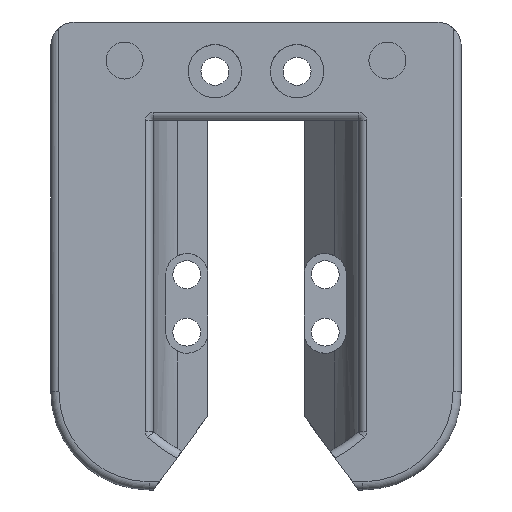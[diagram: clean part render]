
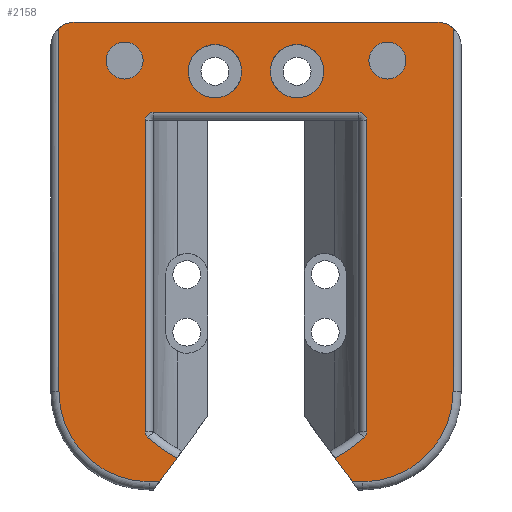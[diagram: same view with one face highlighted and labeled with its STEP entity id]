
A CAD part, front view. The second image highlights one B-rep face of the part: STEP entity #2158.
In plain terms, the highlighted planar face has unit normal (0, -1, 0).
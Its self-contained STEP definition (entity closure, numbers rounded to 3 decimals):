
#76=CIRCLE('',#2317,11.);
#77=CIRCLE('',#2318,3.);
#78=CIRCLE('',#2319,3.);
#79=CIRCLE('',#2320,11.);
#80=CIRCLE('',#2321,20.2);
#81=CIRCLE('',#2322,1.);
#82=CIRCLE('',#2323,1.);
#83=CIRCLE('',#2324,1.);
#84=CIRCLE('',#2325,1.);
#85=CIRCLE('',#2326,20.2);
#86=CIRCLE('',#2327,3.25);
#87=CIRCLE('',#2328,3.25);
#88=CIRCLE('',#2329,2.25);
#89=CIRCLE('',#2330,2.25);
#303=LINE('',#4381,#456);
#304=LINE('',#4384,#457);
#305=LINE('',#4388,#458);
#306=LINE('',#4392,#459);
#307=LINE('',#4396,#460);
#308=LINE('',#4400,#461);
#309=LINE('',#4402,#462);
#310=LINE('',#4408,#463);
#311=LINE('',#4412,#464);
#312=LINE('',#4416,#465);
#456=VECTOR('',#2644,1000.);
#457=VECTOR('',#2645,1000.);
#458=VECTOR('',#2648,1000.);
#459=VECTOR('',#2651,1000.);
#460=VECTOR('',#2654,1000.);
#461=VECTOR('',#2657,1000.);
#462=VECTOR('',#2658,1000.);
#463=VECTOR('',#2663,1000.);
#464=VECTOR('',#2666,1000.);
#465=VECTOR('',#2669,1000.);
#708=ORIENTED_EDGE('',*,*,#1296,.F.);
#709=ORIENTED_EDGE('',*,*,#1297,.T.);
#710=ORIENTED_EDGE('',*,*,#1298,.T.);
#711=ORIENTED_EDGE('',*,*,#1299,.T.);
#712=ORIENTED_EDGE('',*,*,#1300,.T.);
#713=ORIENTED_EDGE('',*,*,#1301,.T.);
#714=ORIENTED_EDGE('',*,*,#1302,.T.);
#715=ORIENTED_EDGE('',*,*,#1303,.T.);
#716=ORIENTED_EDGE('',*,*,#1304,.T.);
#717=ORIENTED_EDGE('',*,*,#1305,.T.);
#718=ORIENTED_EDGE('',*,*,#1306,.F.);
#719=ORIENTED_EDGE('',*,*,#1307,.T.);
#720=ORIENTED_EDGE('',*,*,#1308,.F.);
#721=ORIENTED_EDGE('',*,*,#1309,.T.);
#722=ORIENTED_EDGE('',*,*,#1310,.F.);
#723=ORIENTED_EDGE('',*,*,#1311,.T.);
#724=ORIENTED_EDGE('',*,*,#1312,.F.);
#725=ORIENTED_EDGE('',*,*,#1313,.T.);
#726=ORIENTED_EDGE('',*,*,#1314,.F.);
#727=ORIENTED_EDGE('',*,*,#1315,.T.);
#728=ORIENTED_EDGE('',*,*,#1316,.T.);
#729=ORIENTED_EDGE('',*,*,#1317,.T.);
#730=ORIENTED_EDGE('',*,*,#1318,.T.);
#731=ORIENTED_EDGE('',*,*,#1319,.T.);
#1296=EDGE_CURVE('',#1584,#1585,#303,.T.);
#1297=EDGE_CURVE('',#1584,#1586,#304,.T.);
#1298=EDGE_CURVE('',#1586,#1587,#76,.T.);
#1299=EDGE_CURVE('',#1587,#1588,#305,.T.);
#1300=EDGE_CURVE('',#1588,#1589,#77,.T.);
#1301=EDGE_CURVE('',#1589,#1590,#306,.T.);
#1302=EDGE_CURVE('',#1590,#1591,#78,.T.);
#1303=EDGE_CURVE('',#1591,#1592,#307,.T.);
#1304=EDGE_CURVE('',#1592,#1593,#79,.T.);
#1305=EDGE_CURVE('',#1593,#1594,#308,.T.);
#1306=EDGE_CURVE('',#1595,#1594,#309,.T.);
#1307=EDGE_CURVE('',#1595,#1596,#80,.F.);
#1308=EDGE_CURVE('',#1597,#1596,#81,.T.);
#1309=EDGE_CURVE('',#1597,#1598,#310,.F.);
#1310=EDGE_CURVE('',#1599,#1598,#82,.T.);
#1311=EDGE_CURVE('',#1599,#1600,#311,.T.);
#1312=EDGE_CURVE('',#1601,#1600,#83,.T.);
#1313=EDGE_CURVE('',#1601,#1602,#312,.T.);
#1314=EDGE_CURVE('',#1603,#1602,#84,.T.);
#1315=EDGE_CURVE('',#1603,#1585,#85,.F.);
#1316=EDGE_CURVE('',#1604,#1604,#86,.T.);
#1317=EDGE_CURVE('',#1605,#1605,#87,.T.);
#1318=EDGE_CURVE('',#1606,#1606,#88,.T.);
#1319=EDGE_CURVE('',#1607,#1607,#89,.T.);
#1584=VERTEX_POINT('',#4382);
#1585=VERTEX_POINT('',#4383);
#1586=VERTEX_POINT('',#4385);
#1587=VERTEX_POINT('',#4387);
#1588=VERTEX_POINT('',#4389);
#1589=VERTEX_POINT('',#4391);
#1590=VERTEX_POINT('',#4393);
#1591=VERTEX_POINT('',#4395);
#1592=VERTEX_POINT('',#4397);
#1593=VERTEX_POINT('',#4399);
#1594=VERTEX_POINT('',#4401);
#1595=VERTEX_POINT('',#4403);
#1596=VERTEX_POINT('',#4405);
#1597=VERTEX_POINT('',#4407);
#1598=VERTEX_POINT('',#4409);
#1599=VERTEX_POINT('',#4411);
#1600=VERTEX_POINT('',#4413);
#1601=VERTEX_POINT('',#4415);
#1602=VERTEX_POINT('',#4417);
#1603=VERTEX_POINT('',#4419);
#1604=VERTEX_POINT('',#4422);
#1605=VERTEX_POINT('',#4424);
#1606=VERTEX_POINT('',#4426);
#1607=VERTEX_POINT('',#4428);
#1768=EDGE_LOOP('',(#708,#709,#710,#711,#712,#713,#714,#715,#716,#717,#718,
#719,#720,#721,#722,#723,#724,#725,#726,#727));
#1769=EDGE_LOOP('',(#728));
#1770=EDGE_LOOP('',(#729));
#1771=EDGE_LOOP('',(#730));
#1772=EDGE_LOOP('',(#731));
#1939=FACE_BOUND('',#1768,.T.);
#1940=FACE_BOUND('',#1769,.T.);
#1941=FACE_BOUND('',#1770,.T.);
#1942=FACE_BOUND('',#1771,.T.);
#1943=FACE_BOUND('',#1772,.T.);
#2088=PLANE('',#2316);
#2158=ADVANCED_FACE('',(#1939,#1940,#1941,#1942,#1943),#2088,.T.);
#2316=AXIS2_PLACEMENT_3D('',#4380,#2642,#2643);
#2317=AXIS2_PLACEMENT_3D('',#4386,#2646,#2647);
#2318=AXIS2_PLACEMENT_3D('',#4390,#2649,#2650);
#2319=AXIS2_PLACEMENT_3D('',#4394,#2652,#2653);
#2320=AXIS2_PLACEMENT_3D('',#4398,#2655,#2656);
#2321=AXIS2_PLACEMENT_3D('',#4404,#2659,#2660);
#2322=AXIS2_PLACEMENT_3D('',#4406,#2661,#2662);
#2323=AXIS2_PLACEMENT_3D('',#4410,#2664,#2665);
#2324=AXIS2_PLACEMENT_3D('',#4414,#2667,#2668);
#2325=AXIS2_PLACEMENT_3D('',#4418,#2670,#2671);
#2326=AXIS2_PLACEMENT_3D('',#4420,#2672,#2673);
#2327=AXIS2_PLACEMENT_3D('',#4421,#2674,#2675);
#2328=AXIS2_PLACEMENT_3D('',#4423,#2676,#2677);
#2329=AXIS2_PLACEMENT_3D('',#4425,#2678,#2679);
#2330=AXIS2_PLACEMENT_3D('',#4427,#2680,#2681);
#2642=DIRECTION('',(0.,-1.,0.));
#2643=DIRECTION('',(0.,0.,-1.));
#2644=DIRECTION('',(-0.592,0.,0.806));
#2645=DIRECTION('',(1.,0.,0.));
#2646=DIRECTION('',(0.,-1.,0.));
#2647=DIRECTION('',(0.,0.,-1.));
#2648=DIRECTION('',(0.,0.,1.));
#2649=DIRECTION('',(0.,-1.,0.));
#2650=DIRECTION('',(0.,0.,-1.));
#2651=DIRECTION('',(-1.,0.,0.));
#2652=DIRECTION('',(0.,-1.,0.));
#2653=DIRECTION('',(0.,0.,-1.));
#2654=DIRECTION('',(0.,0.,-1.));
#2655=DIRECTION('',(0.,-1.,0.));
#2656=DIRECTION('',(0.,0.,-1.));
#2657=DIRECTION('',(1.,0.,0.));
#2658=DIRECTION('',(-0.592,0.,-0.806));
#2659=DIRECTION('',(0.,-1.,0.));
#2660=DIRECTION('',(0.,0.,-1.));
#2661=DIRECTION('',(0.,-1.,0.));
#2662=DIRECTION('',(0.,0.,-1.));
#2663=DIRECTION('',(0.,0.,-1.));
#2664=DIRECTION('',(0.,-1.,0.));
#2665=DIRECTION('',(0.,0.,-1.));
#2666=DIRECTION('',(1.,0.,0.));
#2667=DIRECTION('',(0.,-1.,0.));
#2668=DIRECTION('',(0.,0.,-1.));
#2669=DIRECTION('',(0.,0.,-1.));
#2670=DIRECTION('',(0.,-1.,0.));
#2671=DIRECTION('',(0.,0.,-1.));
#2672=DIRECTION('',(0.,-1.,0.));
#2673=DIRECTION('',(0.,0.,-1.));
#2674=DIRECTION('',(0.,1.,0.));
#2675=DIRECTION('',(0.,0.,-1.));
#2676=DIRECTION('',(0.,1.,0.));
#2677=DIRECTION('',(0.,0.,-1.));
#2678=DIRECTION('',(0.,1.,0.));
#2679=DIRECTION('',(0.,0.,-1.));
#2680=DIRECTION('',(0.,1.,0.));
#2681=DIRECTION('',(0.,0.,-1.));
#4380=CARTESIAN_POINT('',(0.,0.,0.));
#4381=CARTESIAN_POINT('',(0.,0.,-11.5));
#4382=CARTESIAN_POINT('',(11.765,0.,-27.5));
#4383=CARTESIAN_POINT('',(9.629,0.,-24.596));
#4384=CARTESIAN_POINT('',(0.,0.,-27.5));
#4385=CARTESIAN_POINT('',(13.,0.,-27.5));
#4386=CARTESIAN_POINT('',(13.,0.,-16.5));
#4387=CARTESIAN_POINT('',(24.,0.,-16.5));
#4388=CARTESIAN_POINT('',(24.,0.,0.));
#4389=CARTESIAN_POINT('',(24.,0.,27.736));
#4390=CARTESIAN_POINT('',(22.,0.,25.5));
#4391=CARTESIAN_POINT('',(22.,0.,28.5));
#4392=CARTESIAN_POINT('',(25.,0.,28.5));
#4393=CARTESIAN_POINT('',(-22.,0.,28.5));
#4394=CARTESIAN_POINT('',(-22.,0.,25.5));
#4395=CARTESIAN_POINT('',(-24.,0.,27.736));
#4396=CARTESIAN_POINT('',(-24.,0.,0.));
#4397=CARTESIAN_POINT('',(-24.,0.,-16.5));
#4398=CARTESIAN_POINT('',(-13.,0.,-16.5));
#4399=CARTESIAN_POINT('',(-13.,0.,-27.5));
#4400=CARTESIAN_POINT('',(0.,0.,-27.5));
#4401=CARTESIAN_POINT('',(-11.765,0.,-27.5));
#4402=CARTESIAN_POINT('',(-12.5,0.,-28.5));
#4403=CARTESIAN_POINT('',(-9.629,0.,-24.596));
#4404=CARTESIAN_POINT('',(0.,0.,-6.838));
#4405=CARTESIAN_POINT('',(-13.151,0.,-22.171));
#4406=CARTESIAN_POINT('',(-12.5,0.,-21.412));
#4407=CARTESIAN_POINT('',(-13.5,0.,-21.412));
#4408=CARTESIAN_POINT('',(-13.5,0.,0.));
#4409=CARTESIAN_POINT('',(-13.5,0.,16.5));
#4410=CARTESIAN_POINT('',(-12.5,0.,16.5));
#4411=CARTESIAN_POINT('',(-12.5,0.,17.5));
#4412=CARTESIAN_POINT('',(12.5,0.,17.5));
#4413=CARTESIAN_POINT('',(12.5,0.,17.5));
#4414=CARTESIAN_POINT('',(12.5,0.,16.5));
#4415=CARTESIAN_POINT('',(13.5,0.,16.5));
#4416=CARTESIAN_POINT('',(13.5,0.,0.));
#4417=CARTESIAN_POINT('',(13.5,0.,-21.412));
#4418=CARTESIAN_POINT('',(12.5,0.,-21.412));
#4419=CARTESIAN_POINT('',(13.151,0.,-22.171));
#4420=CARTESIAN_POINT('',(0.,0.,-6.838));
#4421=CARTESIAN_POINT('',(5.,0.,22.5));
#4422=CARTESIAN_POINT('',(5.,0.,19.25));
#4423=CARTESIAN_POINT('',(-5.,0.,22.5));
#4424=CARTESIAN_POINT('',(-5.,0.,19.25));
#4425=CARTESIAN_POINT('',(16.,0.,23.8));
#4426=CARTESIAN_POINT('',(16.,0.,21.55));
#4427=CARTESIAN_POINT('',(-16.,0.,23.8));
#4428=CARTESIAN_POINT('',(-16.,0.,21.55));
